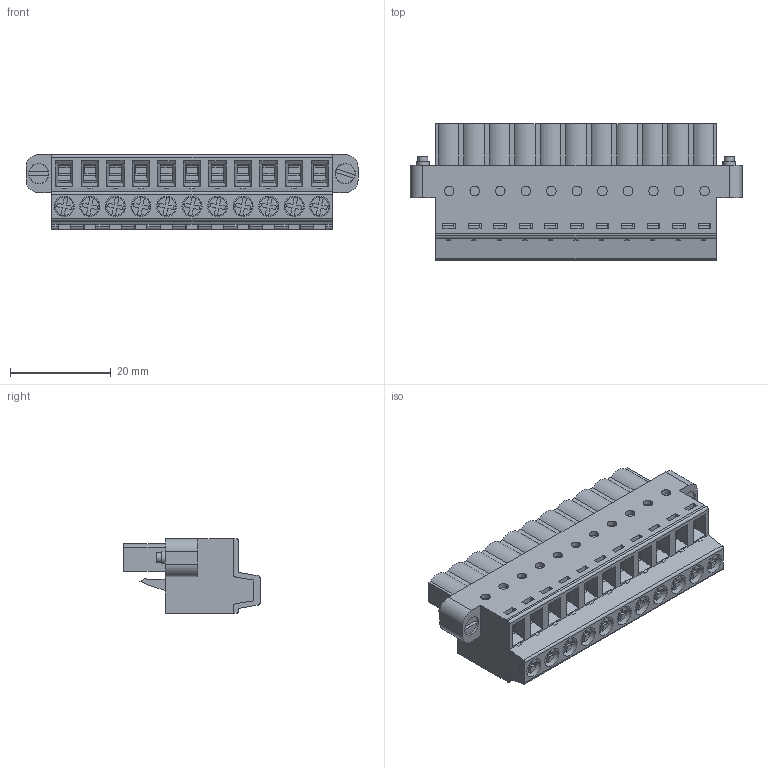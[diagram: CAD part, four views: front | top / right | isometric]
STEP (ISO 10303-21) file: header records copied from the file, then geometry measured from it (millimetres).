
FILE_DESCRIPTION(/* description */ ('Unknown'),/* implementation_level */ '2;1');
FILE_NAME(/* name */ '691374500011B',/* time_stamp */ '2023-01-10T13:42:49+01:00',/* author */ ('Unknown'),/* organization */ ('Unknown'),/* preprocessor_version */ 'ST-DEVELOPER v16.7',/* originating_system */ 'Solid Edge',/* authorisation */ 'Unknown');
FILE_SCHEMA (('AUTOMOTIVE_DESIGN {1 0 10303 214 3 1 1}'));
Length unit declared in the file: millimetre
Products named in the file (8): 6913745000xxB; 691374500011B_COQUE; 691374500011B; 6913745000xxB_CLAPET; 6913745000xxB_MASS; 6913745000xxB_PIN; 6913745000xxB_VIS; 6913745000xxB_VIS_2
Assembly tree (48 placements, depth 2):
  6913745000xxB
    691374500011B_COQUE
    691374500011B
    6913745000xxB_CLAPET  x11
    6913745000xxB_MASS  x11
    6913745000xxB_PIN  x11
    6913745000xxB_VIS  x11
    6913745000xxB_VIS_2  x2
Bounding box: 66.04 x 27.1 x 14.9 mm (x, y, z)
Volume: 10928.1 mm3; surface area: 25997.4 mm2
Topology: 48 solids, 48 shells, 2799 faces, 7710 edges, 5060 vertices
Faces by surface type: plane 2165, cylinder 623, cone 11
Full cylindrical faces by diameter (mm): 1.9 x11, 1.998 x2, 2.003 x11, 2.5 x24, 2.7 x2, 3 x11, 3.1 x11, 3.6 x11, 3.9 x2, 3.99 x11, 4 x2, 4.1 x11
Entity records: 43129 total; most frequent: CARTESIAN_POINT 7513, ORIENTED_EDGE 7364, DIRECTION 6738, EDGE_CURVE 3682, LINE 3376, VECTOR 3376, VERTEX_POINT 2446, AXIS2_PLACEMENT_3D 1681
